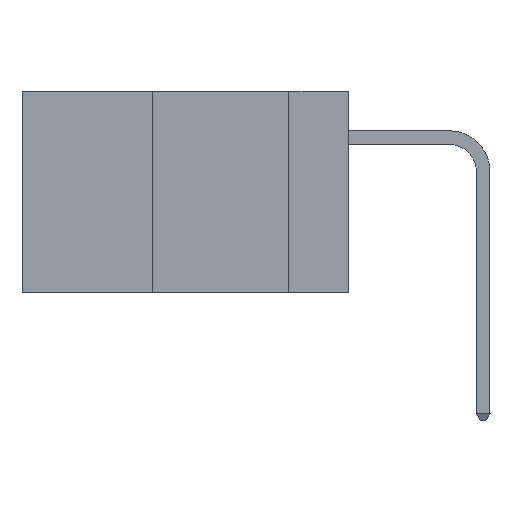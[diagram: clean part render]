
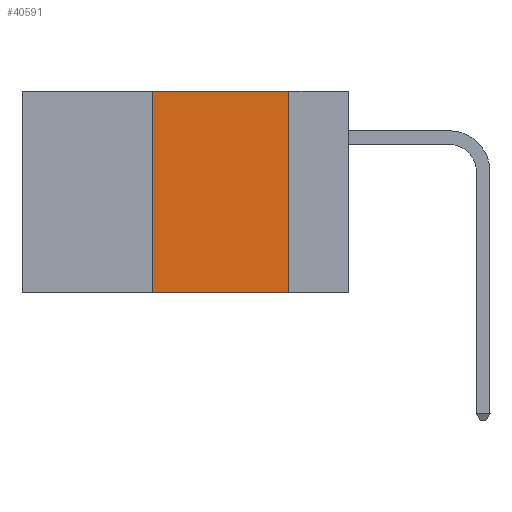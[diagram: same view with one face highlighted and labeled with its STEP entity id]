
A CAD part, left-side view. The second image highlights one B-rep face of the part: STEP entity #40591.
In plain terms, the highlighted planar face has unit normal (-1, 0, 0).
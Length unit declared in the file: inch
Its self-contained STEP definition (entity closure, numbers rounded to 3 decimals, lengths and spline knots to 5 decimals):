
#2304 = FACE_OUTER_BOUND ( 'NONE', #38774, .T. ) ;
#4113 = CARTESIAN_POINT ( 'NONE',  ( 0., 0.36, 0. ) ) ;
#4807 = CARTESIAN_POINT ( 'NONE',  ( 0., 0.36, -0.37 ) ) ;
#7821 = DIRECTION ( 'NONE',  ( 0., -1., 0. ) ) ;
#9276 = ORIENTED_EDGE ( 'NONE', *, *, #10717, .F. ) ;
#9461 = PLANE ( 'NONE',  #9656 ) ;
#9656 = AXIS2_PLACEMENT_3D ( 'NONE', #44757, #23180, #12943 ) ;
#10717 = EDGE_CURVE ( 'NONE', #13329, #15506, #23397, .T. ) ;
#12483 = EDGE_CURVE ( 'NONE', #13329, #42491, #39611, .T. ) ;
#12943 = DIRECTION ( 'NONE',  ( 0., 0., -1. ) ) ;
#13329 = VERTEX_POINT ( 'NONE', #4807 ) ;
#13989 = VERTEX_POINT ( 'NONE', #38916 ) ;
#14378 = VECTOR ( 'NONE', #16721, 39.37008 ) ;
#15005 = CARTESIAN_POINT ( 'NONE',  ( 0., 0.6, -0.37 ) ) ;
#15506 = VERTEX_POINT ( 'NONE', #4113 ) ;
#16684 = LINE ( 'NONE', #20405, #26046 ) ;
#16721 = DIRECTION ( 'NONE',  ( 0., -1., 0. ) ) ;
#17149 = DIRECTION ( 'NONE',  ( 0., 0., -1. ) ) ;
#20091 = ORIENTED_EDGE ( 'NONE', *, *, #26465, .F. ) ;
#20405 = CARTESIAN_POINT ( 'NONE',  ( 0., 0.11, 0. ) ) ;
#23180 = DIRECTION ( 'NONE',  ( 1., 0., 0. ) ) ;
#23397 = LINE ( 'NONE', #45458, #37478 ) ;
#25106 = VECTOR ( 'NONE', #7821, 39.37008 ) ;
#26046 = VECTOR ( 'NONE', #17149, 39.37008 ) ;
#26338 = CARTESIAN_POINT ( 'NONE',  ( 0., 0.11, -0.37 ) ) ;
#26465 = EDGE_CURVE ( 'NONE', #13989, #42491, #16684, .T. ) ;
#27448 = ORIENTED_EDGE ( 'NONE', *, *, #12483, .T. ) ;
#29218 = EDGE_CURVE ( 'NONE', #15506, #13989, #37847, .T. ) ;
#30430 = CARTESIAN_POINT ( 'NONE',  ( 0., 0.6, 0. ) ) ;
#37478 = VECTOR ( 'NONE', #41491, 39.37008 ) ;
#37847 = LINE ( 'NONE', #30430, #14378 ) ;
#38774 = EDGE_LOOP ( 'NONE', ( #20091, #44811, #9276, #27448 ) ) ;
#38916 = CARTESIAN_POINT ( 'NONE',  ( 0., 0.11, 0. ) ) ;
#39611 = LINE ( 'NONE', #15005, #25106 ) ;
#40591 = ADVANCED_FACE ( 'NONE', ( #2304 ), #9461, .F. ) ;
#41491 = DIRECTION ( 'NONE',  ( 0., 0., 1. ) ) ;
#42491 = VERTEX_POINT ( 'NONE', #26338 ) ;
#44757 = CARTESIAN_POINT ( 'NONE',  ( 0., 0.6, 0. ) ) ;
#44811 = ORIENTED_EDGE ( 'NONE', *, *, #29218, .F. ) ;
#45458 = CARTESIAN_POINT ( 'NONE',  ( 0., 0.36, 0. ) ) ;
